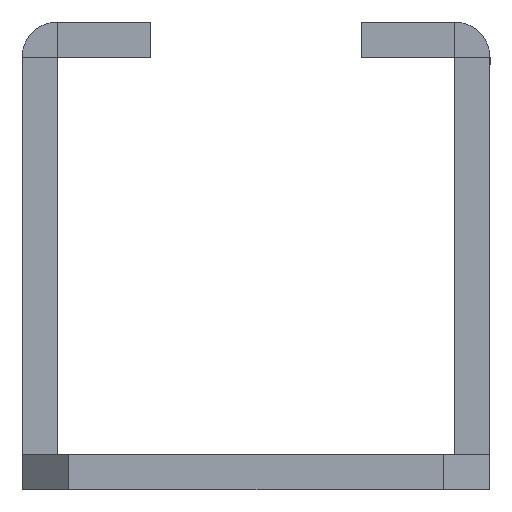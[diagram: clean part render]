
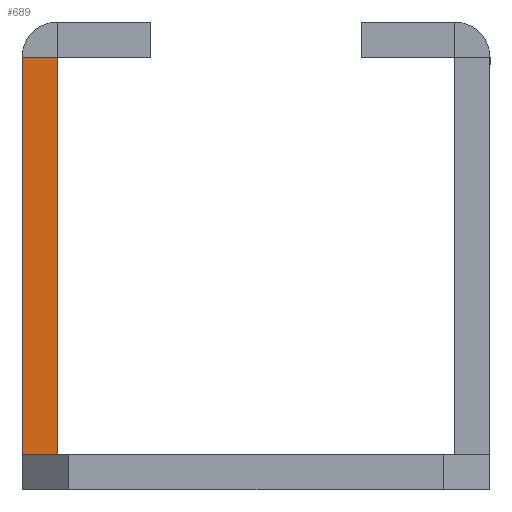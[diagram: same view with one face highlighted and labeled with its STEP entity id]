
A CAD part, left-side view. The second image highlights one B-rep face of the part: STEP entity #689.
In plain terms, the highlighted planar face has unit normal (-1, 0, 0).
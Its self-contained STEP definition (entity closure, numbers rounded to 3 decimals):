
#108 = CARTESIAN_POINT ( 'NONE',  ( -217.5, 10., 18.5 ) ) ;
#115 = PLANE ( 'NONE',  #2539 ) ;
#120 = DIRECTION ( 'NONE',  ( 1., 0., 0. ) ) ;
#121 = DIRECTION ( 'NONE',  ( 0., 1., 0. ) ) ;
#440 = CARTESIAN_POINT ( 'NONE',  ( -217.5, 8.5, 1.51 ) ) ;
#442 = CARTESIAN_POINT ( 'NONE',  ( -217.5, 10., 18.5 ) ) ;
#443 = DIRECTION ( 'NONE',  ( 0., 1., 0. ) ) ;
#444 = CARTESIAN_POINT ( 'NONE',  ( -217.5, 8.5, 18.49 ) ) ;
#445 = DIRECTION ( 'NONE',  ( 0., 0., 1. ) ) ;
#446 = CARTESIAN_POINT ( 'NONE',  ( -217.5, 8.5, 18.5 ) ) ;
#447 = DIRECTION ( 'NONE',  ( 0., 1., 0. ) ) ;
#449 = DIRECTION ( 'NONE',  ( 0., 0., 1. ) ) ;
#689 = ADVANCED_FACE ( 'NONE', ( #1834 ), #115, .F. ) ;
#1416 = EDGE_CURVE ( 'NONE', #2930, #2821, #1659, .T. ) ;
#1417 = EDGE_CURVE ( 'NONE', #2821, #2801, #1660, .T. ) ;
#1418 = EDGE_CURVE ( 'NONE', #2800, #2801, #1665, .T. ) ;
#1419 = EDGE_CURVE ( 'NONE', #2930, #2800, #1646, .T. ) ;
#1640 = VECTOR ( 'NONE', #449, 1000. ) ;
#1642 = VECTOR ( 'NONE', #447, 1000. ) ;
#1644 = VECTOR ( 'NONE', #445, 1000. ) ;
#1646 = LINE ( 'NONE', #446, #1640 ) ;
#1647 = VECTOR ( 'NONE', #443, 1000. ) ;
#1659 = LINE ( 'NONE', #440, #1647 ) ;
#1660 = LINE ( 'NONE', #442, #1644 ) ;
#1665 = LINE ( 'NONE', #444, #1642 ) ;
#1834 = FACE_OUTER_BOUND ( 'NONE', #2711, .T. ) ;
#2123 = CARTESIAN_POINT ( 'NONE',  ( -217.5, 8.5, 18.49 ) ) ;
#2124 = CARTESIAN_POINT ( 'NONE',  ( -217.5, 10., 18.49 ) ) ;
#2144 = CARTESIAN_POINT ( 'NONE',  ( -217.5, 10., 1.51 ) ) ;
#2249 = CARTESIAN_POINT ( 'NONE',  ( -217.5, 8.5, 1.51 ) ) ;
#2539 = AXIS2_PLACEMENT_3D ( 'NONE', #108, #120, #121 ) ;
#2568 = ORIENTED_EDGE ( 'NONE', *, *, #1418, .T. ) ;
#2631 = ORIENTED_EDGE ( 'NONE', *, *, #1416, .F. ) ;
#2634 = ORIENTED_EDGE ( 'NONE', *, *, #1417, .F. ) ;
#2671 = ORIENTED_EDGE ( 'NONE', *, *, #1419, .T. ) ;
#2711 = EDGE_LOOP ( 'NONE', ( #2568, #2634, #2631, #2671 ) ) ;
#2800 = VERTEX_POINT ( 'NONE', #2123 ) ;
#2801 = VERTEX_POINT ( 'NONE', #2124 ) ;
#2821 = VERTEX_POINT ( 'NONE', #2144 ) ;
#2930 = VERTEX_POINT ( 'NONE', #2249 ) ;
